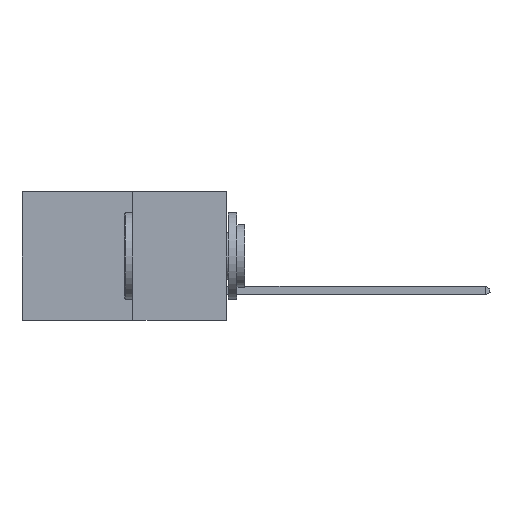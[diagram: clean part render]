
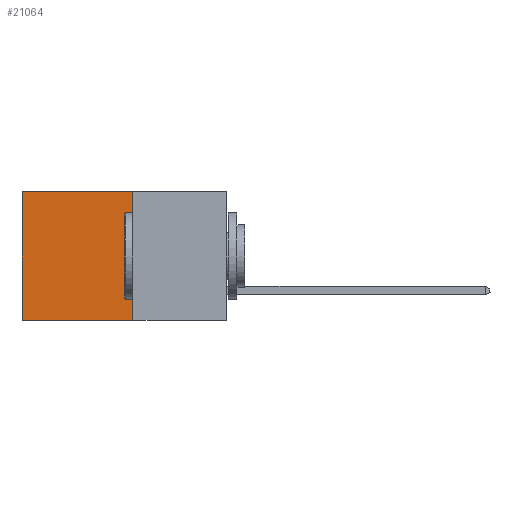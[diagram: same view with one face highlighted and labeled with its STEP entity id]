
A CAD part, left-side view. The second image highlights one B-rep face of the part: STEP entity #21064.
In plain terms, the highlighted planar face has unit normal (-1, 0, 0).
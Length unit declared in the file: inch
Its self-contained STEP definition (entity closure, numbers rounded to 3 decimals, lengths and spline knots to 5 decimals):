
#145 = ORIENTED_EDGE ( 'NONE', *, *, #27528, .T. ) ;
#3669 = CARTESIAN_POINT ( 'NONE',  ( 0.277, 0.27, -0.37 ) ) ;
#3688 = DIRECTION ( 'NONE',  ( 0., 1., 0. ) ) ;
#4316 = VECTOR ( 'NONE', #27895, 39.37008 ) ;
#4342 = VERTEX_POINT ( 'NONE', #5431 ) ;
#5431 = CARTESIAN_POINT ( 'NONE',  ( 0.277, 0.27, -0.37 ) ) ;
#6036 = DIRECTION ( 'NONE',  ( 0., 0., -1. ) ) ;
#6795 = DIRECTION ( 'NONE',  ( 0., 1., 0. ) ) ;
#7051 = LINE ( 'NONE', #22414, #18948 ) ;
#7917 = VERTEX_POINT ( 'NONE', #29954 ) ;
#8295 = LINE ( 'NONE', #23351, #13918 ) ;
#9090 = CARTESIAN_POINT ( 'NONE',  ( 0.277, 0.27, -0.37 ) ) ;
#10672 = DIRECTION ( 'NONE',  ( 1., 0., 0. ) ) ;
#11705 = ORIENTED_EDGE ( 'NONE', *, *, #22203, .F. ) ;
#12547 = CARTESIAN_POINT ( 'NONE',  ( 0.277, 0.59, 0. ) ) ;
#13304 = FACE_OUTER_BOUND ( 'NONE', #24751, .T. ) ;
#13918 = VECTOR ( 'NONE', #6795, 39.37008 ) ;
#17655 = LINE ( 'NONE', #9090, #4316 ) ;
#17866 = PLANE ( 'NONE',  #28989 ) ;
#18386 = VERTEX_POINT ( 'NONE', #12547 ) ;
#18576 = CARTESIAN_POINT ( 'NONE',  ( 0.277, 0.59, -0.37 ) ) ;
#18948 = VECTOR ( 'NONE', #3688, 39.37008 ) ;
#19378 = ORIENTED_EDGE ( 'NONE', *, *, #29821, .F. ) ;
#19475 = LINE ( 'NONE', #27956, #24967 ) ;
#21064 = ADVANCED_FACE ( 'NONE', ( #13304 ), #17866, .F. ) ;
#21205 = DIRECTION ( 'NONE',  ( 0., 0., -1. ) ) ;
#22196 = VERTEX_POINT ( 'NONE', #18576 ) ;
#22203 = EDGE_CURVE ( 'NONE', #7917, #4342, #17655, .T. ) ;
#22414 = CARTESIAN_POINT ( 'NONE',  ( 0.277, 0.27, -0.37 ) ) ;
#23351 = CARTESIAN_POINT ( 'NONE',  ( 0.277, 0.27, 0. ) ) ;
#24751 = EDGE_LOOP ( 'NONE', ( #26838, #19378, #11705, #145 ) ) ;
#24967 = VECTOR ( 'NONE', #21205, 39.37008 ) ;
#26838 = ORIENTED_EDGE ( 'NONE', *, *, #27571, .T. ) ;
#27528 = EDGE_CURVE ( 'NONE', #7917, #18386, #8295, .T. ) ;
#27571 = EDGE_CURVE ( 'NONE', #18386, #22196, #19475, .T. ) ;
#27895 = DIRECTION ( 'NONE',  ( 0., 0., -1. ) ) ;
#27956 = CARTESIAN_POINT ( 'NONE',  ( 0.277, 0.59, -0.37 ) ) ;
#28989 = AXIS2_PLACEMENT_3D ( 'NONE', #3669, #10672, #6036 ) ;
#29821 = EDGE_CURVE ( 'NONE', #4342, #22196, #7051, .T. ) ;
#29954 = CARTESIAN_POINT ( 'NONE',  ( 0.277, 0.27, 0. ) ) ;
